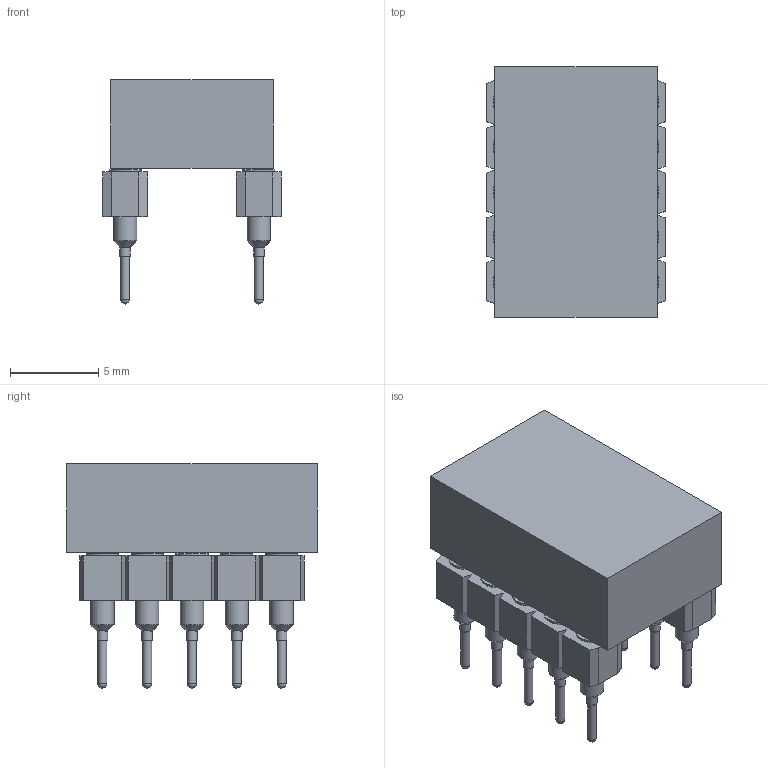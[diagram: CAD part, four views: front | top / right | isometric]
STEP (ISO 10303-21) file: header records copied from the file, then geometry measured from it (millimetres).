
FILE_DESCRIPTION(('FreeCAD Model'),'2;1');
FILE_NAME('ASSEMBLY_sp_sp.step','2019-02-25T13:20:16', ('kicad StepUp'),('ksu MCAD'),'Open CASCADE STEP processor 7.2', 'FreeCAD','Unknown');
FILE_SCHEMA(('AUTOMOTIVE_DESIGN { 1 0 10303 214 1 1 1 1 }'));
Length unit declared in the file: millimetre
Products named in the file (1): ASSEMBLY_sp_sp
Bounding box: 10.12 x 14.2 x 12.71 mm (x, y, z)
Volume: 820.9 mm3; surface area: 1149.2 mm2
Topology: 1 solids, 11 shells, 264 faces, 624 edges, 426 vertices
Faces by surface type: plane 134, cylinder 90, cone 30, sphere 10
Full cylindrical faces by diameter (mm): 0.508 x10, 0.6 x20, 0.914 x10, 1.016 x10, 1.321 x20, 1.829 x20
Entity records: 10263 total; most frequent: CARTESIAN_POINT 2295, DIRECTION 1234, ORIENTED_EDGE 1228, EDGE_CURVE 614, AXIS2_PLACEMENT_3D 505, VERTEX_POINT 426, FACE_BOUND 354, EDGE_LOOP 354
